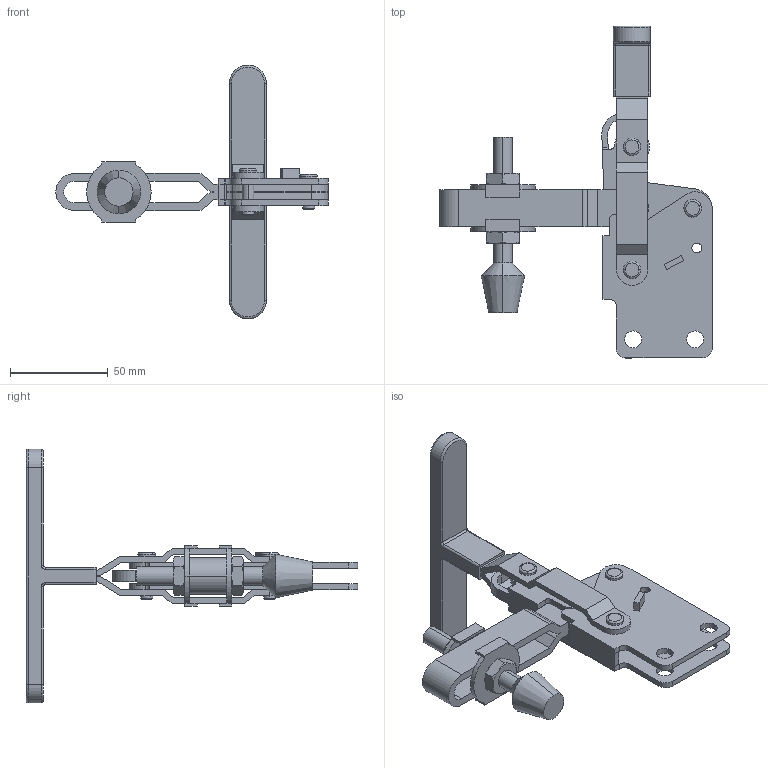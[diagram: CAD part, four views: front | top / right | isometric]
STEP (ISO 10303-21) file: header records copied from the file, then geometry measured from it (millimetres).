
FILE_DESCRIPTION (( 'STEP AP214' ), '1' );
FILE_NAME ('GH-12290(Â²¤Æ).STEP', '2020-05-04T06:17:24', ( 'LinWei' ), ( '' ), 'SwSTEP 2.0', 'SolidWorks 2016', '' );
FILE_SCHEMA (( 'AUTOMOTIVE_DESIGN' ));
Length unit declared in the file: millimetre
Products named in the file (6): Group1^GH-12300(簡化)-1; Group2^GH-12290(簡化); Group5^GH-12290(簡化); 11226508-1-1^GH-12290(簡化); Group4^GH-12290(簡化); GH-12290(簡化)
Assembly tree (5 placements, depth 2):
  GH-12290(簡化)
    Group4^GH-12290(簡化)
    11226508-1-1^GH-12290(簡化)
    Group5^GH-12290(簡化)
    Group2^GH-12290(簡化)
    Group1^GH-12300(簡化)-1
Bounding box: 139.5 x 169.95 x 130 mm (x, y, z)
Volume: 107326.6 mm3; surface area: 62352.8 mm2
Topology: 6 solids, 6 shells, 348 faces, 875 edges, 558 vertices
Faces by surface type: plane 159, cylinder 137, cone 36, torus 16
Entity records: 11790 total; most frequent: CARTESIAN_POINT 2029, DIRECTION 1873, ORIENTED_EDGE 1750, EDGE_CURVE 875, AXIS2_PLACEMENT_3D 690, VERTEX_POINT 558, VECTOR 493, LINE 493
